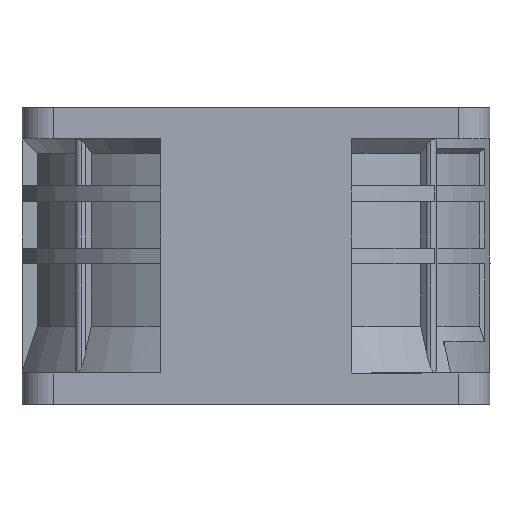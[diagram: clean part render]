
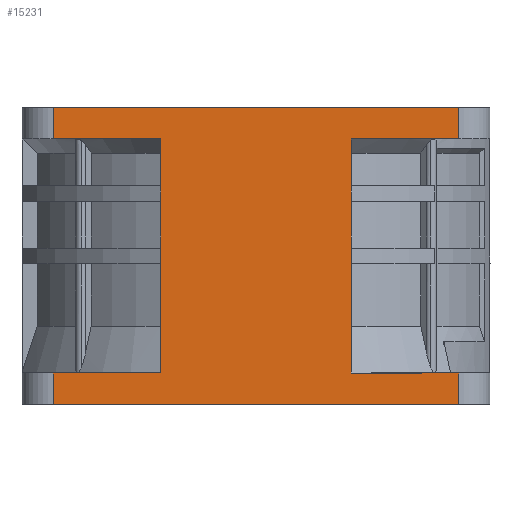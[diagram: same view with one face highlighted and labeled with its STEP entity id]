
A CAD part, front view. The second image highlights one B-rep face of the part: STEP entity #15231.
In plain terms, the highlighted planar face has unit normal (0, -1, 0).
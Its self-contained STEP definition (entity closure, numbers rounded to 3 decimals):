
#5143=DIRECTION('',(0.,0.,-1.));
#5144=VECTOR('',#5143,2.);
#5145=CARTESIAN_POINT('',(-12.238,-30.,16.8));
#5146=LINE('',#5145,#5144);
#5242=DIRECTION('',(-1.,0.,0.));
#5243=VECTOR('',#5242,52.);
#5244=CARTESIAN_POINT('',(26.,-30.,26.8));
#5245=LINE('',#5244,#5243);
#5671=DIRECTION('',(1.,0.,0.));
#5672=VECTOR('',#5671,13.762);
#5673=CARTESIAN_POINT('',(12.238,-30.,22.8));
#5674=LINE('',#5673,#5672);
#5779=DIRECTION('',(1.,0.,0.));
#5780=VECTOR('',#5779,52.);
#5781=CARTESIAN_POINT('',(-26.,-30.,-11.2));
#5782=LINE('',#5781,#5780);
#10254=DIRECTION('',(0.,0.,1.));
#10255=VECTOR('',#10254,4.);
#10256=CARTESIAN_POINT('',(26.,-30.,-11.2));
#10257=LINE('',#10256,#10255);
#10258=DIRECTION('',(-1.,0.,0.));
#10259=VECTOR('',#10258,13.762);
#10260=CARTESIAN_POINT('',(26.,-30.,
-7.2));
#10261=LINE('',#10260,#10259);
#10323=DIRECTION('',(0.,0.,1.));
#10324=VECTOR('',#10323,14.);
#10325=CARTESIAN_POINT('',(12.238,-30.,
-7.2));
#10326=LINE('',#10325,#10324);
#10355=DIRECTION('',(0.,0.,1.));
#10356=VECTOR('',#10355,2.);
#10357=CARTESIAN_POINT('',(12.238,-30.,6.8));
#10358=LINE('',#10357,#10356);
#10387=DIRECTION('',(0.,0.,1.));
#10388=VECTOR('',#10387,6.);
#10389=CARTESIAN_POINT('',(12.238,-30.,8.8));
#10390=LINE('',#10389,#10388);
#10419=DIRECTION('',(0.,0.,1.));
#10420=VECTOR('',#10419,2.);
#10421=CARTESIAN_POINT('',(12.238,-30.,14.8));
#10422=LINE('',#10421,#10420);
#10451=DIRECTION('',(0.,0.,1.));
#10452=VECTOR('',#10451,6.);
#10453=CARTESIAN_POINT('',(12.238,-30.,16.8));
#10454=LINE('',#10453,#10452);
#10988=DIRECTION('',(0.,0.,-1.));
#10989=VECTOR('',#10988,4.);
#10990=CARTESIAN_POINT('',(-26.,-30.,
-7.2));
#10991=LINE('',#10990,#10989);
#11010=DIRECTION('',(-1.,0.,0.));
#11011=VECTOR('',#11010,13.762);
#11012=CARTESIAN_POINT('',(-12.238,-30.,
-7.2));
#11013=LINE('',#11012,#11011);
#11096=DIRECTION('',(0.,0.,-1.));
#11097=VECTOR('',#11096,2.);
#11098=CARTESIAN_POINT('',(-12.238,-30.,8.8));
#11099=LINE('',#11098,#11097);
#11182=DIRECTION('',(0.,0.,-1.));
#11183=VECTOR('',#11182,6.);
#11184=CARTESIAN_POINT('',(-12.238,-30.,14.8));
#11185=LINE('',#11184,#11183);
#11266=DIRECTION('',(0.,0.,-1.));
#11267=VECTOR('',#11266,14.);
#11268=CARTESIAN_POINT('',(-12.238,-30.,6.8));
#11269=LINE('',#11268,#11267);
#11931=DIRECTION('',(0.,0.,1.));
#11932=VECTOR('',#11931,4.);
#11933=CARTESIAN_POINT('',(26.,-30.,
22.8));
#11934=LINE('',#11933,#11932);
#11975=DIRECTION('',(0.,0.,-1.));
#11976=VECTOR('',#11975,4.);
#11977=CARTESIAN_POINT('',(-26.,-30.,26.8));
#11978=LINE('',#11977,#11976);
#11988=DIRECTION('',(1.,0.,0.));
#11989=VECTOR('',#11988,13.762);
#11990=CARTESIAN_POINT('',(-26.,-30.,
22.8));
#11991=LINE('',#11990,#11989);
#12026=DIRECTION('',(0.,0.,-1.));
#12027=VECTOR('',#12026,6.);
#12028=CARTESIAN_POINT('',(-12.238,-30.,
22.8));
#12029=LINE('',#12028,#12027);
#13685=CARTESIAN_POINT('',(-12.238,-30.,
22.8));
#13686=CARTESIAN_POINT('',(-12.238,-30.,16.8));
#13687=VERTEX_POINT('',#13685);
#13688=VERTEX_POINT('',#13686);
#13689=CARTESIAN_POINT('',(-26.,-30.,
22.8));
#13690=VERTEX_POINT('',#13689);
#13691=CARTESIAN_POINT('',(26.,-30.,26.8));
#13692=CARTESIAN_POINT('',(-26.,-30.,26.8));
#13693=VERTEX_POINT('',#13691);
#13694=VERTEX_POINT('',#13692);
#13695=CARTESIAN_POINT('',(12.238,-30.,
22.8));
#13696=CARTESIAN_POINT('',(26.,-30.,
22.8));
#13697=VERTEX_POINT('',#13695);
#13698=VERTEX_POINT('',#13696);
#13699=CARTESIAN_POINT('',(12.238,-30.,16.8));
#13700=VERTEX_POINT('',#13699);
#13701=CARTESIAN_POINT('',(12.238,-30.,8.8));
#13702=CARTESIAN_POINT('',(12.238,-30.,14.8));
#13703=VERTEX_POINT('',#13701);
#13704=VERTEX_POINT('',#13702);
#13705=CARTESIAN_POINT('',(26.,-30.,
-7.2));
#13706=CARTESIAN_POINT('',(12.238,-30.,
-7.2));
#13707=VERTEX_POINT('',#13705);
#13708=VERTEX_POINT('',#13706);
#13709=CARTESIAN_POINT('',(-26.,-30.,-11.2));
#13710=CARTESIAN_POINT('',(26.,-30.,-11.2));
#13711=VERTEX_POINT('',#13709);
#13712=VERTEX_POINT('',#13710);
#13713=CARTESIAN_POINT('',(-12.238,-30.,
-7.2));
#13714=CARTESIAN_POINT('',(-26.,-30.,
-7.2));
#13715=VERTEX_POINT('',#13713);
#13716=VERTEX_POINT('',#13714);
#13717=CARTESIAN_POINT('',(-12.238,-30.,6.8));
#13718=VERTEX_POINT('',#13717);
#13719=CARTESIAN_POINT('',(-12.238,-30.,14.8));
#13720=CARTESIAN_POINT('',(-12.238,-30.,8.8));
#13721=VERTEX_POINT('',#13719);
#13722=VERTEX_POINT('',#13720);
#14588=CARTESIAN_POINT('',(12.238,-30.,6.8));
#14590=VERTEX_POINT('',#14588);
#15184=CARTESIAN_POINT('',(0.,-30.,7.8));
#15185=DIRECTION('',(0.,1.,0.));
#15186=DIRECTION('',(0.,0.,1.));
#15187=AXIS2_PLACEMENT_3D('',#15184,#15185,#15186);
#15188=PLANE('',#15187);
#15190=ORIENTED_EDGE('',*,*,#15189,.F.);
#15192=ORIENTED_EDGE('',*,*,#15191,.F.);
#15194=ORIENTED_EDGE('',*,*,#15193,.F.);
#15196=ORIENTED_EDGE('',*,*,#15195,.F.);
#15198=ORIENTED_EDGE('',*,*,#15197,.F.);
#15200=ORIENTED_EDGE('',*,*,#15199,.F.);
#15202=ORIENTED_EDGE('',*,*,#15201,.F.);
#15204=ORIENTED_EDGE('',*,*,#15203,.F.);
#15206=ORIENTED_EDGE('',*,*,#15205,.F.);
#15208=ORIENTED_EDGE('',*,*,#15207,.F.);
#15210=ORIENTED_EDGE('',*,*,#15209,.F.);
#15212=ORIENTED_EDGE('',*,*,#15211,.F.);
#15214=ORIENTED_EDGE('',*,*,#15213,.F.);
#15216=ORIENTED_EDGE('',*,*,#15215,.F.);
#15218=ORIENTED_EDGE('',*,*,#15217,.F.);
#15220=ORIENTED_EDGE('',*,*,#15219,.F.);
#15222=ORIENTED_EDGE('',*,*,#15221,.F.);
#15224=ORIENTED_EDGE('',*,*,#15223,.F.);
#15226=ORIENTED_EDGE('',*,*,#15225,.F.);
#15228=ORIENTED_EDGE('',*,*,#15227,.F.);
#15229=EDGE_LOOP('',(#15190,#15192,#15194,#15196,#15198,#15200,#15202,#15204,
#15206,#15208,#15210,#15212,#15214,#15216,#15218,#15220,#15222,#15224,#15226,
#15228));
#15230=FACE_OUTER_BOUND('',#15229,.F.);
#15231=ADVANCED_FACE('',(#15230),#15188,.F.);
#15189=EDGE_CURVE('',#13688,#13721,#5146,.T.);
#15191=EDGE_CURVE('',#13687,#13688,#12029,.T.);
#15193=EDGE_CURVE('',#13690,#13687,#11991,.T.);
#15195=EDGE_CURVE('',#13694,#13690,#11978,.T.);
#15197=EDGE_CURVE('',#13693,#13694,#5245,.T.);
#15199=EDGE_CURVE('',#13698,#13693,#11934,.T.);
#15201=EDGE_CURVE('',#13697,#13698,#5674,.T.);
#15203=EDGE_CURVE('',#13700,#13697,#10454,.T.);
#15205=EDGE_CURVE('',#13704,#13700,#10422,.T.);
#15207=EDGE_CURVE('',#13703,#13704,#10390,.T.);
#15209=EDGE_CURVE('',#14590,#13703,#10358,.T.);
#15211=EDGE_CURVE('',#13708,#14590,#10326,.T.);
#15213=EDGE_CURVE('',#13707,#13708,#10261,.T.);
#15215=EDGE_CURVE('',#13712,#13707,#10257,.T.);
#15217=EDGE_CURVE('',#13711,#13712,#5782,.T.);
#15219=EDGE_CURVE('',#13716,#13711,#10991,.T.);
#15221=EDGE_CURVE('',#13715,#13716,#11013,.T.);
#15223=EDGE_CURVE('',#13718,#13715,#11269,.T.);
#15225=EDGE_CURVE('',#13722,#13718,#11099,.T.);
#15227=EDGE_CURVE('',#13721,#13722,#11185,.T.);
